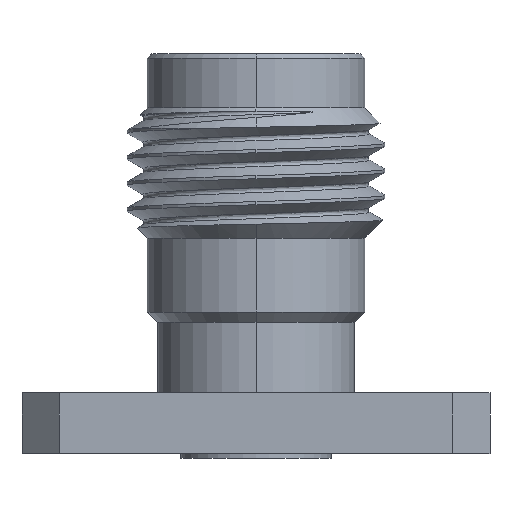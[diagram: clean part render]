
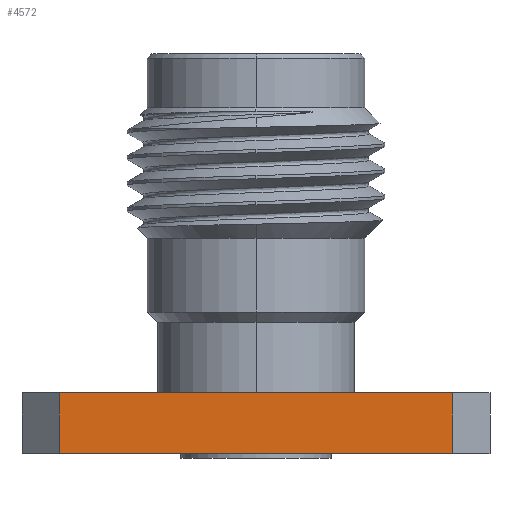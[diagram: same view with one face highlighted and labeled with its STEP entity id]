
A CAD part, front view. The second image highlights one B-rep face of the part: STEP entity #4572.
In plain terms, the highlighted planar face has unit normal (0, -1, 0).
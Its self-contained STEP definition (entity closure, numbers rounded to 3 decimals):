
#211 = DIRECTION ( 'NONE',  ( 0., 0., 1. ) ) ;
#234 = ORIENTED_EDGE ( 'NONE', *, *, #1882, .F. ) ;
#281 = PLANE ( 'NONE',  #730 ) ;
#504 = CARTESIAN_POINT ( 'NONE',  ( -5.334, -6.35, -1.65 ) ) ;
#730 = AXIS2_PLACEMENT_3D ( 'NONE', #4813, #3304, #4057 ) ;
#739 = CARTESIAN_POINT ( 'NONE',  ( 5.334, -6.35, 0. ) ) ;
#1129 = VERTEX_POINT ( 'NONE', #504 ) ;
#1289 = VERTEX_POINT ( 'NONE', #2061 ) ;
#1324 = CARTESIAN_POINT ( 'NONE',  ( -5.334, -6.35, -1.65 ) ) ;
#1706 = LINE ( 'NONE', #1324, #2962 ) ;
#1882 = EDGE_CURVE ( 'NONE', #1289, #4666, #3333, .T. ) ;
#1907 = VECTOR ( 'NONE', #3541, 1000. ) ;
#1962 = VECTOR ( 'NONE', #2974, 1000. ) ;
#2061 = CARTESIAN_POINT ( 'NONE',  ( -5.334, -6.35, 0. ) ) ;
#2076 = EDGE_CURVE ( 'NONE', #1129, #4367, #3039, .T. ) ;
#2308 = CARTESIAN_POINT ( 'NONE',  ( -6.35, -6.35, -1.65 ) ) ;
#2439 = DIRECTION ( 'NONE',  ( 0., 0., -1. ) ) ;
#2962 = VECTOR ( 'NONE', #2439, 1000. ) ;
#2974 = DIRECTION ( 'NONE',  ( 1., 0., 0. ) ) ;
#3003 = EDGE_LOOP ( 'NONE', ( #234, #4525, #4732, #4691 ) ) ;
#3039 = LINE ( 'NONE', #2308, #1962 ) ;
#3122 = CARTESIAN_POINT ( 'NONE',  ( 5.334, -6.35, -1.65 ) ) ;
#3189 = EDGE_CURVE ( 'NONE', #4367, #4666, #3915, .T. ) ;
#3258 = FACE_OUTER_BOUND ( 'NONE', #3003, .T. ) ;
#3304 = DIRECTION ( 'NONE',  ( 0., -1., 0. ) ) ;
#3333 = LINE ( 'NONE', #3527, #1907 ) ;
#3497 = VECTOR ( 'NONE', #211, 1000. ) ;
#3527 = CARTESIAN_POINT ( 'NONE',  ( -6.35, -6.35, 0. ) ) ;
#3541 = DIRECTION ( 'NONE',  ( 1., 0., 0. ) ) ;
#3915 = LINE ( 'NONE', #3122, #3497 ) ;
#4057 = DIRECTION ( 'NONE',  ( 0., 0., -1. ) ) ;
#4230 = CARTESIAN_POINT ( 'NONE',  ( 5.334, -6.35, -1.65 ) ) ;
#4367 = VERTEX_POINT ( 'NONE', #4230 ) ;
#4428 = EDGE_CURVE ( 'NONE', #1289, #1129, #1706, .T. ) ;
#4525 = ORIENTED_EDGE ( 'NONE', *, *, #4428, .T. ) ;
#4572 = ADVANCED_FACE ( 'NONE', ( #3258 ), #281, .T. ) ;
#4666 = VERTEX_POINT ( 'NONE', #739 ) ;
#4691 = ORIENTED_EDGE ( 'NONE', *, *, #3189, .T. ) ;
#4732 = ORIENTED_EDGE ( 'NONE', *, *, #2076, .T. ) ;
#4813 = CARTESIAN_POINT ( 'NONE',  ( -6.35, -6.35, -1.65 ) ) ;
